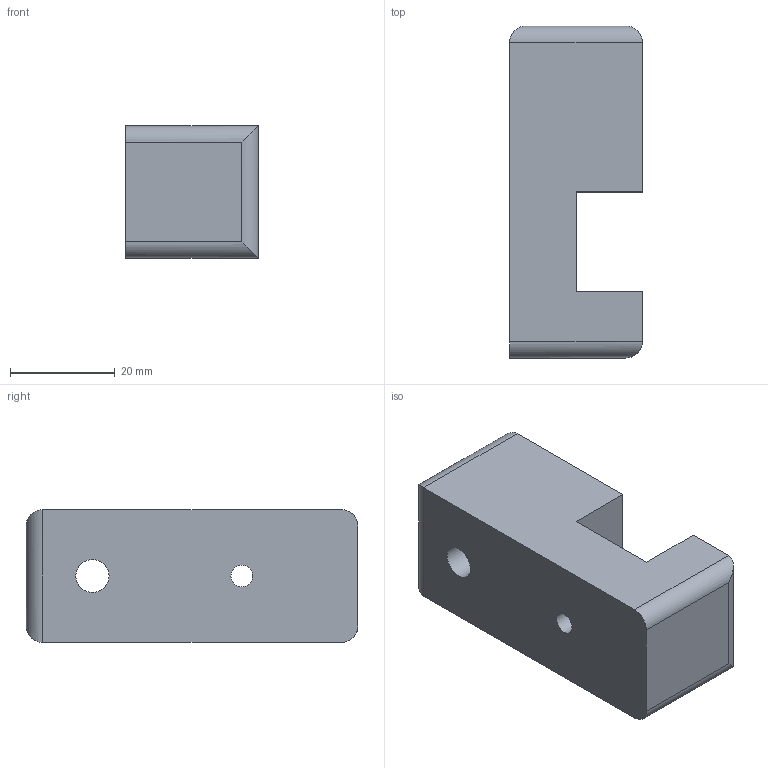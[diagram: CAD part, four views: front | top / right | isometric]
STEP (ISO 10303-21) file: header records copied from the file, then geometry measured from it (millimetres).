
FILE_DESCRIPTION(/* description */ (''),/* implementation_level */ '2;1');
FILE_NAME(/* name */ 'NHP-Chair_t-track-linear-positioner.stp',/* time_stamp */ '2021-08-19T23:55:52-04:00',/* author */ ('saraz'),/* organization */ (''),/* preprocessor_version */ 'ST-DEVELOPER v18.1',/* originating_system */ 'Autodesk Inventor 2022',/* authorisation */ '');
FILE_SCHEMA (('AUTOMOTIVE_DESIGN { 1 0 10303 214 3 1 1 }'));
Length unit declared in the file: inch
Products named in the file (1): NHP-Chair_t-track-linear-positioner
Bounding box: 25.4 x 63.5 x 25.4 mm (x, y, z)
Volume: 33478.8 mm3; surface area: 8230.3 mm2
Topology: 1 solids, 1 shells, 19 faces, 45 edges, 28 vertices
Faces by surface type: plane 10, cylinder 9
Full cylindrical faces by diameter (mm): 4.166 x1, 6.35 x1
Entity records: 594 total; most frequent: DIRECTION 97, CARTESIAN_POINT 93, ORIENTED_EDGE 90, EDGE_CURVE 45, LINE 33, VECTOR 33, AXIS2_PLACEMENT_3D 32, VERTEX_POINT 28
